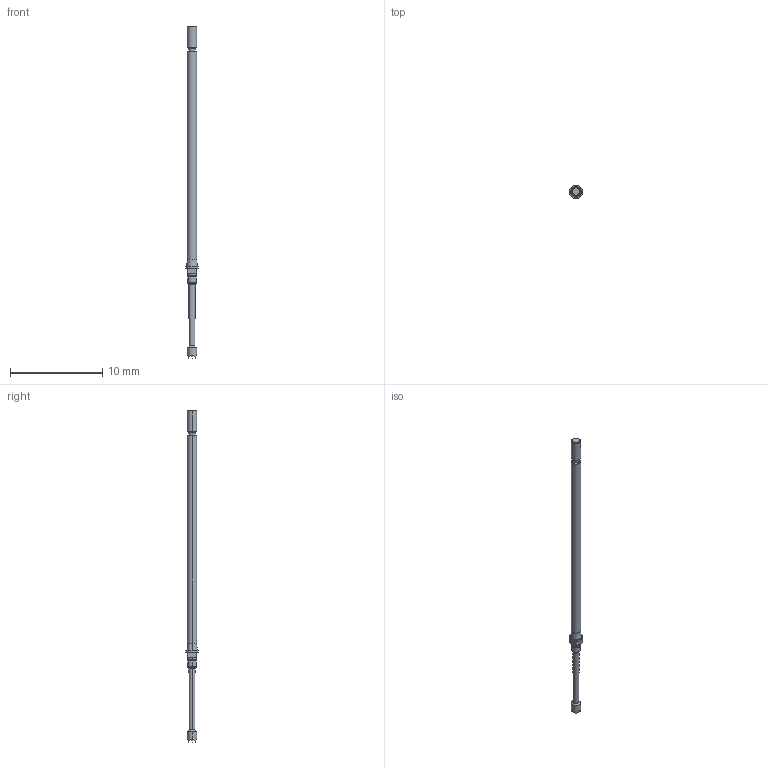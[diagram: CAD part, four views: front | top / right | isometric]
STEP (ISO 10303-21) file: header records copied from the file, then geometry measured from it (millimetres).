
FILE_DESCRIPTION (( 'STEP AP203' ), '1' );
FILE_NAME ('MOD-F17506B100Gxxx.step', '2015-07-09T11:08:03', ( 'firstrun' ), ( 'Hewlett-Packard Company' ), 'SwSTEP 2.0', 'SolidWorks 2012', '' );
FILE_SCHEMA (( 'CONFIG_CONTROL_DESIGN' ));
Length unit declared in the file: millimetre
Products named in the file (1): MOD-F17506B100Gxxx
Bounding box: 1.4 x 1.4 x 35.9 mm (x, y, z)
Volume: 25.1 mm3; surface area: 109.8 mm2
Topology: 1 solids, 1 shells, 223 faces, 563 edges, 359 vertices
Faces by surface type: plane 113, bspline 62, cylinder 28, cone 14, torus 6
Entity records: 8392 total; most frequent: CARTESIAN_POINT 3550, ORIENTED_EDGE 1126, DIRECTION 774, EDGE_CURVE 563, VERTEX_POINT 359, AXIS2_PLACEMENT_3D 286, EDGE_LOOP 240, FACE_OUTER_BOUND 223
